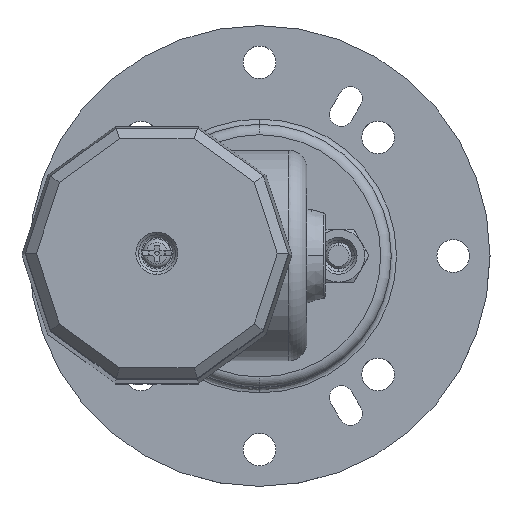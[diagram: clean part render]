
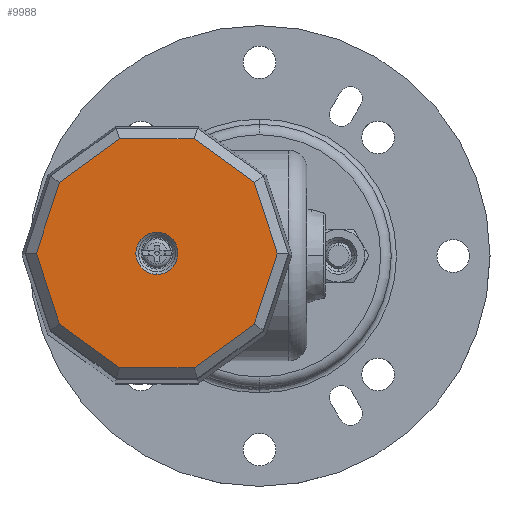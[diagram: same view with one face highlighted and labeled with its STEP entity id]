
A CAD part, top view. The second image highlights one B-rep face of the part: STEP entity #9988.
In plain terms, the highlighted planar face has unit normal (0, 0, 1).
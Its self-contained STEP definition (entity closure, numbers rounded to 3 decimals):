
#9220=CARTESIAN_POINT('',(-19.5,-4.,351.));
#9221=VERTEX_POINT('',#9220);
#9230=CARTESIAN_POINT('',(-19.5,4.,351.));
#9231=VERTEX_POINT('',#9230);
#9232=CARTESIAN_POINT('',(-19.5,0.,351.));
#9233=DIRECTION('',(0.0,0.0,1.0));
#9234=DIRECTION('',(0.0,-1.0,0.0));
#9235=AXIS2_PLACEMENT_3D('',#9232,#9233,#9234);
#9236=CIRCLE('',#9235,4.0);
#9237=EDGE_CURVE('',#9221,#9231,#9236,.T.);
#9726=CARTESIAN_POINT('',(-26.567,-21.75,351.));
#9727=VERTEX_POINT('',#9726);
#9728=CARTESIAN_POINT('',(-38.002,-13.442,351.));
#9729=VERTEX_POINT('',#9728);
#9730=CARTESIAN_POINT('',(-26.567,-21.75,351.));
#9731=DIRECTION('',(-0.809,0.588,0.0));
#9732=VECTOR('',#9731,14.134);
#9733=LINE('',#9730,#9732);
#9734=EDGE_CURVE('',#9727,#9729,#9733,.T.);
#9757=CARTESIAN_POINT('',(-42.369,0.,351.));
#9758=VERTEX_POINT('',#9757);
#9759=CARTESIAN_POINT('',(-38.002,-13.442,351.));
#9760=DIRECTION('',(-0.309,0.951,0.0));
#9761=VECTOR('',#9760,14.134);
#9762=LINE('',#9759,#9761);
#9763=EDGE_CURVE('',#9729,#9758,#9762,.T.);
#9781=CARTESIAN_POINT('',(-38.002,13.442,351.));
#9782=VERTEX_POINT('',#9781);
#9783=CARTESIAN_POINT('',(-42.369,0.,351.));
#9784=DIRECTION('',(0.309,0.951,0.0));
#9785=VECTOR('',#9784,14.134);
#9786=LINE('',#9783,#9785);
#9787=EDGE_CURVE('',#9758,#9782,#9786,.T.);
#9805=CARTESIAN_POINT('',(-26.567,21.75,351.));
#9806=VERTEX_POINT('',#9805);
#9807=CARTESIAN_POINT('',(-38.002,13.442,351.));
#9808=DIRECTION('',(0.809,0.588,0.0));
#9809=VECTOR('',#9808,14.134);
#9810=LINE('',#9807,#9809);
#9811=EDGE_CURVE('',#9782,#9806,#9810,.T.);
#9829=CARTESIAN_POINT('',(-12.433,21.75,351.));
#9830=VERTEX_POINT('',#9829);
#9831=CARTESIAN_POINT('',(-26.567,21.75,351.));
#9832=DIRECTION('',(1.0,0.0,0.0));
#9833=VECTOR('',#9832,14.134);
#9834=LINE('',#9831,#9833);
#9835=EDGE_CURVE('',#9806,#9830,#9834,.T.);
#9853=CARTESIAN_POINT('',(-0.998,13.442,351.));
#9854=VERTEX_POINT('',#9853);
#9855=CARTESIAN_POINT('',(-12.433,21.75,351.));
#9856=DIRECTION('',(0.809,-0.588,0.0));
#9857=VECTOR('',#9856,14.134);
#9858=LINE('',#9855,#9857);
#9859=EDGE_CURVE('',#9830,#9854,#9858,.T.);
#9877=CARTESIAN_POINT('',(3.369,0.,351.));
#9878=VERTEX_POINT('',#9877);
#9879=CARTESIAN_POINT('',(-0.998,13.442,351.));
#9880=DIRECTION('',(0.309,-0.951,0.0));
#9881=VECTOR('',#9880,14.134);
#9882=LINE('',#9879,#9881);
#9883=EDGE_CURVE('',#9854,#9878,#9882,.T.);
#9901=CARTESIAN_POINT('',(-0.998,-13.442,351.));
#9902=VERTEX_POINT('',#9901);
#9903=CARTESIAN_POINT('',(3.369,0.,351.));
#9904=DIRECTION('',(-0.309,-0.951,0.0));
#9905=VECTOR('',#9904,14.134);
#9906=LINE('',#9903,#9905);
#9907=EDGE_CURVE('',#9878,#9902,#9906,.T.);
#9925=CARTESIAN_POINT('',(-12.433,-21.75,351.));
#9926=VERTEX_POINT('',#9925);
#9927=CARTESIAN_POINT('',(-0.998,-13.442,351.));
#9928=DIRECTION('',(-0.809,-0.588,0.0));
#9929=VECTOR('',#9928,14.134);
#9930=LINE('',#9927,#9929);
#9931=EDGE_CURVE('',#9902,#9926,#9930,.T.);
#9949=CARTESIAN_POINT('',(-12.433,-21.75,351.));
#9950=DIRECTION('',(-1.0,0.0,0.0));
#9951=VECTOR('',#9950,14.134);
#9952=LINE('',#9949,#9951);
#9953=EDGE_CURVE('',#9926,#9727,#9952,.T.);
#9961=CARTESIAN_POINT('',(-44.656,-23.925,351.));
#9962=DIRECTION('',(0.0,0.0,1.0));
#9963=DIRECTION('',(1.0,0.0,0.0));
#9964=AXIS2_PLACEMENT_3D('',#9961,#9962,#9963);
#9965=PLANE('',#9964);
#9966=ORIENTED_EDGE('',*,*,#9734,.F.);
#9967=ORIENTED_EDGE('',*,*,#9953,.F.);
#9968=ORIENTED_EDGE('',*,*,#9931,.F.);
#9969=ORIENTED_EDGE('',*,*,#9907,.F.);
#9970=ORIENTED_EDGE('',*,*,#9883,.F.);
#9971=ORIENTED_EDGE('',*,*,#9859,.F.);
#9972=ORIENTED_EDGE('',*,*,#9835,.F.);
#9973=ORIENTED_EDGE('',*,*,#9811,.F.);
#9974=ORIENTED_EDGE('',*,*,#9787,.F.);
#9975=ORIENTED_EDGE('',*,*,#9763,.F.);
#9976=EDGE_LOOP('',(#9966,#9967,#9968,#9969,#9970,#9971,#9972,#9973,#9974,#9975));
#9977=FACE_OUTER_BOUND('',#9976,.T.);
#9978=CARTESIAN_POINT('',(-19.5,0.,351.));
#9979=DIRECTION('',(0.0,0.0,1.0));
#9980=DIRECTION('',(0.0,-1.0,0.0));
#9981=AXIS2_PLACEMENT_3D('',#9978,#9979,#9980);
#9982=CIRCLE('',#9981,4.0);
#9983=EDGE_CURVE('',#9231,#9221,#9982,.T.);
#9984=ORIENTED_EDGE('',*,*,#9983,.F.);
#9985=ORIENTED_EDGE('',*,*,#9237,.F.);
#9986=EDGE_LOOP('',(#9984,#9985));
#9987=FACE_BOUND('',#9986,.T.);
#9988=ADVANCED_FACE('',(#9977,#9987),#9965,.T.);
